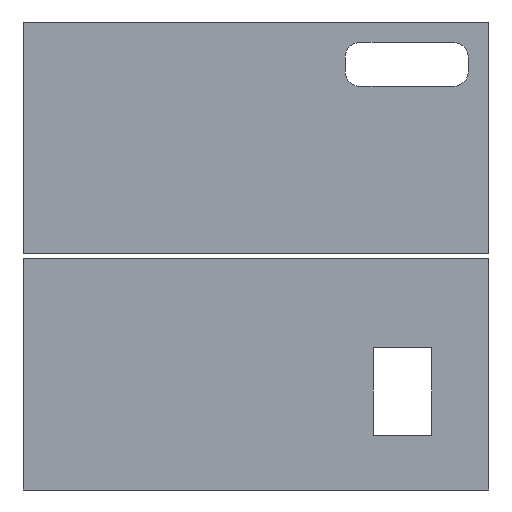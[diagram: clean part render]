
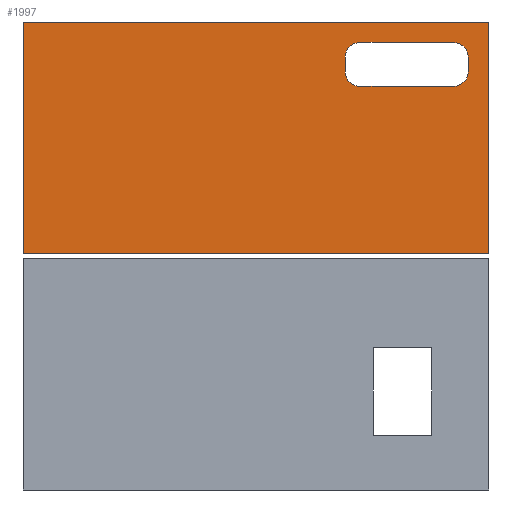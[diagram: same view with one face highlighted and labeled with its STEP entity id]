
A CAD part, front view. The second image highlights one B-rep face of the part: STEP entity #1997.
In plain terms, the highlighted planar face has unit normal (0, -1, 0).
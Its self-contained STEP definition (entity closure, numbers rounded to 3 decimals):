
#50=FACE_BOUND('',#273,.T.);
#156=FACE_OUTER_BOUND('',#272,.T.);
#272=EDGE_LOOP('',(#1669,#1670,#1671,#1672));
#273=EDGE_LOOP('',(#1673,#1674,#1675,#1676,#1677,#1678,#1679,#1680));
#454=LINE('',#3291,#649);
#467=LINE('',#3327,#662);
#468=LINE('',#3329,#663);
#469=LINE('',#3330,#664);
#470=LINE('',#3335,#665);
#471=LINE('',#3339,#666);
#472=LINE('',#3343,#667);
#473=LINE('',#3346,#668);
#649=VECTOR('',#2659,10.);
#662=VECTOR('',#2690,10.);
#663=VECTOR('',#2691,10.);
#664=VECTOR('',#2692,10.);
#665=VECTOR('',#2695,10.);
#666=VECTOR('',#2698,10.);
#667=VECTOR('',#2701,10.);
#668=VECTOR('',#2704,10.);
#764=CIRCLE('',#2197,5.);
#765=CIRCLE('',#2198,5.);
#766=CIRCLE('',#2199,5.);
#767=CIRCLE('',#2200,5.);
#926=VERTEX_POINT('',#3288);
#927=VERTEX_POINT('',#3290);
#941=VERTEX_POINT('',#3326);
#942=VERTEX_POINT('',#3328);
#943=VERTEX_POINT('',#3331);
#944=VERTEX_POINT('',#3332);
#945=VERTEX_POINT('',#3334);
#946=VERTEX_POINT('',#3336);
#947=VERTEX_POINT('',#3338);
#948=VERTEX_POINT('',#3340);
#949=VERTEX_POINT('',#3342);
#950=VERTEX_POINT('',#3344);
#1178=EDGE_CURVE('',#926,#927,#454,.T.);
#1197=EDGE_CURVE('',#941,#926,#467,.T.);
#1198=EDGE_CURVE('',#942,#941,#468,.T.);
#1199=EDGE_CURVE('',#927,#942,#469,.T.);
#1200=EDGE_CURVE('',#943,#944,#764,.T.);
#1201=EDGE_CURVE('',#945,#943,#470,.T.);
#1202=EDGE_CURVE('',#946,#945,#765,.T.);
#1203=EDGE_CURVE('',#947,#946,#471,.T.);
#1204=EDGE_CURVE('',#948,#947,#766,.T.);
#1205=EDGE_CURVE('',#949,#948,#472,.T.);
#1206=EDGE_CURVE('',#950,#949,#767,.T.);
#1207=EDGE_CURVE('',#944,#950,#473,.T.);
#1669=ORIENTED_EDGE('',*,*,#1197,.F.);
#1670=ORIENTED_EDGE('',*,*,#1198,.F.);
#1671=ORIENTED_EDGE('',*,*,#1199,.F.);
#1672=ORIENTED_EDGE('',*,*,#1178,.F.);
#1673=ORIENTED_EDGE('',*,*,#1200,.F.);
#1674=ORIENTED_EDGE('',*,*,#1201,.F.);
#1675=ORIENTED_EDGE('',*,*,#1202,.F.);
#1676=ORIENTED_EDGE('',*,*,#1203,.F.);
#1677=ORIENTED_EDGE('',*,*,#1204,.F.);
#1678=ORIENTED_EDGE('',*,*,#1205,.F.);
#1679=ORIENTED_EDGE('',*,*,#1206,.F.);
#1680=ORIENTED_EDGE('',*,*,#1207,.F.);
#1909=PLANE('',#2196);
#1997=ADVANCED_FACE('',(#156,#50),#1909,.F.);
#2196=AXIS2_PLACEMENT_3D('',#3325,#2688,#2689);
#2197=AXIS2_PLACEMENT_3D('',#3333,#2693,#2694);
#2198=AXIS2_PLACEMENT_3D('',#3337,#2696,#2697);
#2199=AXIS2_PLACEMENT_3D('',#3341,#2699,#2700);
#2200=AXIS2_PLACEMENT_3D('',#3345,#2702,#2703);
#2659=DIRECTION('',(1.,0.,0.));
#2688=DIRECTION('center_axis',(0.,1.,0.));
#2689=DIRECTION('ref_axis',(0.,0.,1.));
#2690=DIRECTION('',(0.,0.,1.));
#2691=DIRECTION('',(-1.,0.,0.));
#2692=DIRECTION('',(0.,0.,-1.));
#2693=DIRECTION('center_axis',(0.,-1.,0.));
#2694=DIRECTION('ref_axis',(-0.707,0.,-0.707));
#2695=DIRECTION('',(0.,0.,-1.));
#2696=DIRECTION('center_axis',(0.,-1.,0.));
#2697=DIRECTION('ref_axis',(-0.707,0.,0.707));
#2698=DIRECTION('',(-1.,0.,0.));
#2699=DIRECTION('center_axis',(0.,-1.,0.));
#2700=DIRECTION('ref_axis',(0.707,0.,0.707));
#2701=DIRECTION('',(0.,0.,1.));
#2702=DIRECTION('center_axis',(0.,-1.,0.));
#2703=DIRECTION('ref_axis',(0.707,0.,-0.707));
#2704=DIRECTION('',(1.,0.,0.));
#3288=CARTESIAN_POINT('',(1.509,-6.,128.832));
#3290=CARTESIAN_POINT('',(160.509,-6.,128.832));
#3291=CARTESIAN_POINT('',(80.255,-6.,128.832));
#3325=CARTESIAN_POINT('Origin',(0.,-6.,-48.));
#3326=CARTESIAN_POINT('',(1.509,-6.,49.832));
#3327=CARTESIAN_POINT('',(1.509,-6.,40.416));
#3328=CARTESIAN_POINT('',(160.509,-6.,49.832));
#3329=CARTESIAN_POINT('',(0.755,-6.,49.832));
#3330=CARTESIAN_POINT('',(160.509,-6.,0.916));
#3331=CARTESIAN_POINT('',(111.509,-6.,111.832));
#3332=CARTESIAN_POINT('',(116.509,-6.,106.832));
#3333=CARTESIAN_POINT('Origin',(116.509,-6.,111.832));
#3334=CARTESIAN_POINT('',(111.509,-6.,116.832));
#3335=CARTESIAN_POINT('',(111.509,-6.,31.916));
#3336=CARTESIAN_POINT('',(116.509,-6.,121.832));
#3337=CARTESIAN_POINT('Origin',(116.509,-6.,116.832));
#3338=CARTESIAN_POINT('',(148.509,-6.,121.832));
#3339=CARTESIAN_POINT('',(58.255,-6.,121.832));
#3340=CARTESIAN_POINT('',(153.509,-6.,116.832));
#3341=CARTESIAN_POINT('Origin',(148.509,-6.,116.832));
#3342=CARTESIAN_POINT('',(153.509,-6.,111.832));
#3343=CARTESIAN_POINT('',(153.509,-6.,34.416));
#3344=CARTESIAN_POINT('',(148.509,-6.,106.832));
#3345=CARTESIAN_POINT('Origin',(148.509,-6.,111.832));
#3346=CARTESIAN_POINT('',(74.255,-6.,106.832));
